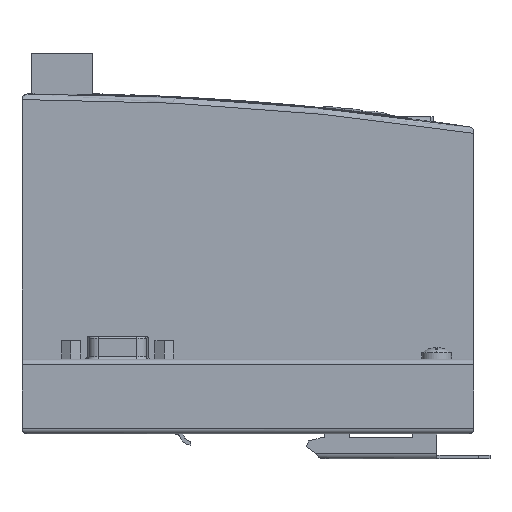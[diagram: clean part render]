
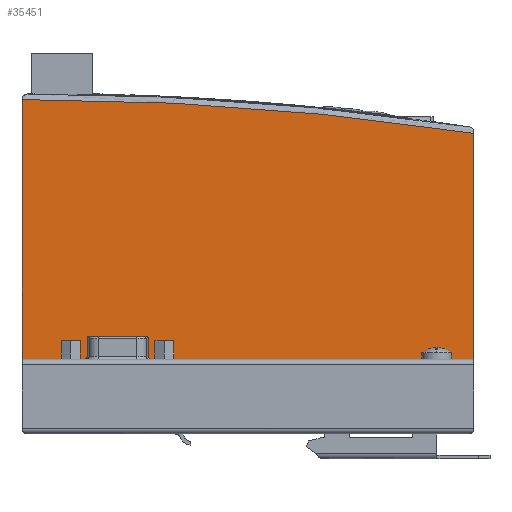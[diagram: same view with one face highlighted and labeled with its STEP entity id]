
A CAD part, left-side view. The second image highlights one B-rep face of the part: STEP entity #35451.
In plain terms, the highlighted planar face has unit normal (-1, 0, 0).
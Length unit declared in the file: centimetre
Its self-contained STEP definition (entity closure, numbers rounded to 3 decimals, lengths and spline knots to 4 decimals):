
#2132=PLANE('',#37710);
#3963=VECTOR('',#41799,1.);
#3966=VECTOR('',#41803,1.);
#3967=VECTOR('',#41806,1.);
#7616=LINE('',#50200,#3963);
#7619=LINE('',#50206,#3966);
#7620=LINE('',#50210,#3967);
#11238=VERTEX_POINT('',#50195);
#11239=VERTEX_POINT('',#50197);
#11240=VERTEX_POINT('',#50201);
#11242=VERTEX_POINT('',#50207);
#11243=VERTEX_POINT('',#50209);
#11244=VERTEX_POINT('',#50211);
#14168=CIRCLE('',#37708,0.15);
#14169=CIRCLE('',#37711,79.85);
#14170=CIRCLE('',#37712,0.15);
#16068=EDGE_CURVE('',#11238,#11239,#14168,.T.);
#16070=EDGE_CURVE('',#11239,#11240,#7616,.T.);
#16073=EDGE_CURVE('',#11242,#11238,#7619,.T.);
#16074=EDGE_CURVE('',#11243,#11242,#14169,.T.);
#16075=EDGE_CURVE('',#11244,#11243,#7620,.T.);
#16076=EDGE_CURVE('',#11240,#11244,#14170,.T.);
#22565=ORIENTED_EDGE('',*,*,#16068,.F.);
#22566=ORIENTED_EDGE('',*,*,#16073,.F.);
#22567=ORIENTED_EDGE('',*,*,#16074,.F.);
#22568=ORIENTED_EDGE('',*,*,#16075,.F.);
#22569=ORIENTED_EDGE('',*,*,#16076,.F.);
#22570=ORIENTED_EDGE('',*,*,#16070,.F.);
#31156=EDGE_LOOP('',(#22565,#22566,#22567,#22568,#22569,#22570));
#33317=FACE_BOUND('',#31156,.T.);
#35451=ADVANCED_FACE('',(#33317),#2132,.F.);
#37708=AXIS2_PLACEMENT_3D('',#50196,#41795,#41796);
#37710=AXIS2_PLACEMENT_3D('',#50205,#41802,$);
#37711=AXIS2_PLACEMENT_3D('',#50208,#41804,#41805);
#37712=AXIS2_PLACEMENT_3D('',#50212,#41807,#41808);
#41795=DIRECTION('',(1.,0.,0.));
#41796=DIRECTION('',(0.,-0.106,-0.106));
#41799=DIRECTION('',(0.,1.,0.));
#41802=DIRECTION('',(1.,0.,0.));
#41803=DIRECTION('',(0.,0.,-1.));
#41804=DIRECTION('',(1.,0.,0.));
#41805=DIRECTION('',(0.,-5.923,79.63));
#41806=DIRECTION('',(0.,0.,1.));
#41807=DIRECTION('',(1.,0.,0.));
#41808=DIRECTION('',(0.,0.106,-0.106));
#50195=CARTESIAN_POINT('',(-2.9,-6.05,0.15));
#50196=CARTESIAN_POINT('',(-2.9,-5.9,0.15));
#50197=CARTESIAN_POINT('',(-2.9,-5.9,0.));
#50200=CARTESIAN_POINT('',(-2.9,-6.05,0.));
#50201=CARTESIAN_POINT('',(-2.9,5.9,0.));
#50205=CARTESIAN_POINT('',(-2.9,0.1281,4.3749));
#50206=CARTESIAN_POINT('',(-2.9,-6.05,8.2));
#50207=CARTESIAN_POINT('',(-2.9,-6.05,8.0483));
#50208=CARTESIAN_POINT('',(-2.9,5.9169,-70.8999));
#50209=CARTESIAN_POINT('',(-2.9,6.05,8.95));
#50210=CARTESIAN_POINT('',(-2.9,6.05,0.));
#50211=CARTESIAN_POINT('',(-2.9,6.05,0.15));
#50212=CARTESIAN_POINT('',(-2.9,5.9,0.15));
